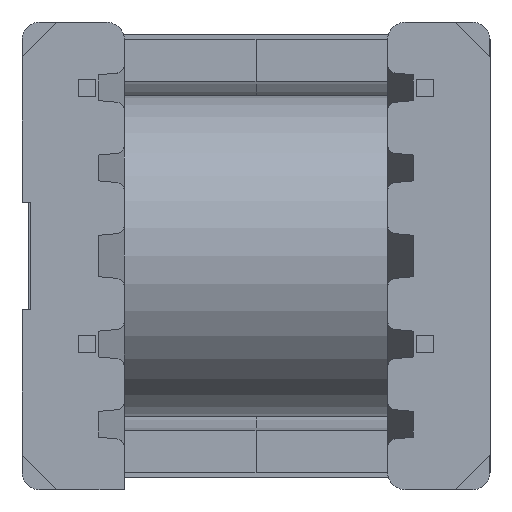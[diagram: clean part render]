
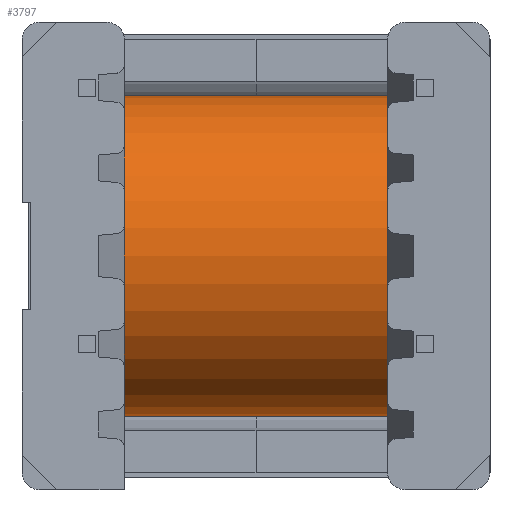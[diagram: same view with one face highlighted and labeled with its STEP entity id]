
A CAD part, front view. The second image highlights one B-rep face of the part: STEP entity #3797.
In plain terms, the highlighted cylindrical face has radius 4.74 mm (diameter 9.48 mm), a partial arc.
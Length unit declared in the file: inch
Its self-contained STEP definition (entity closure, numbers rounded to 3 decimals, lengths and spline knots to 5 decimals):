
#25 = EDGE_LOOP ( 'NONE', ( #1331, #3777, #5232, #1739 ) ) ;
#115 = EDGE_CURVE ( 'NONE', #2317, #5161, #3490, .T. ) ;
#463 = VERTEX_POINT ( 'NONE', #2766 ) ;
#602 = DIRECTION ( 'NONE',  ( 0., 0., 1. ) ) ;
#870 = CARTESIAN_POINT ( 'NONE',  ( 0., 0., 0. ) ) ;
#1066 = AXIS2_PLACEMENT_3D ( 'NONE', #1282, #3363, #4106 ) ;
#1099 = AXIS2_PLACEMENT_3D ( 'NONE', #1976, #5250, #2365 ) ;
#1282 = CARTESIAN_POINT ( 'NONE',  ( 0., 0., -0.30591 ) ) ;
#1331 = ORIENTED_EDGE ( 'NONE', *, *, #115, .F. ) ;
#1497 = EDGE_CURVE ( 'NONE', #5161, #463, #3697, .T. ) ;
#1515 = CARTESIAN_POINT ( 'NONE',  ( -0.18661, 0., -0.30591 ) ) ;
#1739 = ORIENTED_EDGE ( 'NONE', *, *, #1497, .F. ) ;
#1941 = DIRECTION ( 'NONE',  ( 0., 0., 1. ) ) ;
#1976 = CARTESIAN_POINT ( 'NONE',  ( 0., 0., -0.30591 ) ) ;
#2056 = LINE ( 'NONE', #3434, #2561 ) ;
#2112 = FACE_OUTER_BOUND ( 'NONE', #25, .T. ) ;
#2301 = AXIS2_PLACEMENT_3D ( 'NONE', #870, #2507, #2921 ) ;
#2317 = VERTEX_POINT ( 'NONE', #2947 ) ;
#2365 = DIRECTION ( 'NONE',  ( 1., 0., 0. ) ) ;
#2507 = DIRECTION ( 'NONE',  ( 0., 0., 1. ) ) ;
#2561 = VECTOR ( 'NONE', #602, 39.37008 ) ;
#2766 = CARTESIAN_POINT ( 'NONE',  ( 0.18661, 0., 0. ) ) ;
#2915 = EDGE_CURVE ( 'NONE', #2317, #4253, #3012, .T. ) ;
#2921 = DIRECTION ( 'NONE',  ( 1., 0., 0. ) ) ;
#2947 = CARTESIAN_POINT ( 'NONE',  ( -0.18661, 0., -0.30591 ) ) ;
#3012 = CIRCLE ( 'NONE', #1066, 0.18661 ) ;
#3098 = EDGE_CURVE ( 'NONE', #4253, #463, #2056, .T. ) ;
#3363 = DIRECTION ( 'NONE',  ( 0., 0., 1. ) ) ;
#3370 = VECTOR ( 'NONE', #1941, 39.37008 ) ;
#3434 = CARTESIAN_POINT ( 'NONE',  ( 0.18661, 0., -0.30591 ) ) ;
#3490 = LINE ( 'NONE', #1515, #3370 ) ;
#3697 = CIRCLE ( 'NONE', #2301, 0.18661 ) ;
#3777 = ORIENTED_EDGE ( 'NONE', *, *, #2915, .T. ) ;
#3797 = ADVANCED_FACE ( 'NONE', ( #2112 ), #5046, .T. ) ;
#4106 = DIRECTION ( 'NONE',  ( 1., 0., 0. ) ) ;
#4253 = VERTEX_POINT ( 'NONE', #4385 ) ;
#4385 = CARTESIAN_POINT ( 'NONE',  ( 0.18661, 0., -0.30591 ) ) ;
#5033 = CARTESIAN_POINT ( 'NONE',  ( -0.18661, 0., 0. ) ) ;
#5046 = CYLINDRICAL_SURFACE ( 'NONE', #1099, 0.18661 ) ;
#5161 = VERTEX_POINT ( 'NONE', #5033 ) ;
#5232 = ORIENTED_EDGE ( 'NONE', *, *, #3098, .T. ) ;
#5250 = DIRECTION ( 'NONE',  ( 0., 0., 1. ) ) ;
